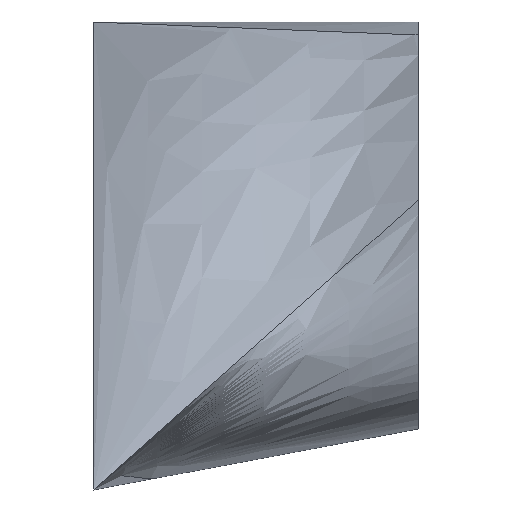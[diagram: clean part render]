
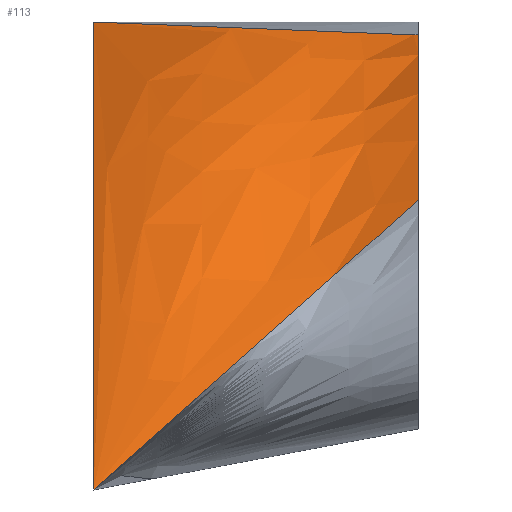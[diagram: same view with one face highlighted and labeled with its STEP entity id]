
A CAD part, front view. The second image highlights one B-rep face of the part: STEP entity #113.
In plain terms, the highlighted free-form (B-spline) face has degree [3, 3] with [10, 4] control points.
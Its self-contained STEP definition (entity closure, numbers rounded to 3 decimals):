
#16=B_SPLINE_SURFACE_WITH_KNOTS('',3,3,((#1962,#1963,#1964,#1965),(#1966,
#1967,#1968,#1969),(#1970,#1971,#1972,#1973),(#1974,#1975,#1976,#1977),
(#1978,#1979,#1980,#1981),(#1982,#1983,#1984,#1985),(#1986,#1987,#1988,
#1989),(#1990,#1991,#1992,#1993),(#1994,#1995,#1996,#1997),(#1998,#1999,
#2000,#2001)),.UNSPECIFIED.,.F.,.F.,.F.,(4,1,1,1,1,1,1,4),(4,4),(0.,0.143,
0.286,0.429,0.571,0.714,
0.857,1.),(0.,1.),.UNSPECIFIED.);
#21=FACE_OUTER_BOUND('',#27,.T.);
#27=EDGE_LOOP('',(#92,#93,#94,#95,#96,#97));
#32=LINE('',#235,#43);
#36=LINE('',#1960,#47);
#37=LINE('',#1961,#48);
#38=LINE('',#2003,#49);
#39=LINE('',#2004,#50);
#43=VECTOR('',#141,10.);
#47=VECTOR('',#145,71.369);
#48=VECTOR('',#146,71.369);
#49=VECTOR('',#147,110.928);
#50=VECTOR('',#148,110.928);
#54=(
BOUNDED_CURVE()
B_SPLINE_CURVE(5,(#213,#214,#215,#216,#217,#218,#219,#220,#221,#222,#223,
#224,#225,#226,#227,#228,#229),.UNSPECIFIED.,.F.,.F.)
B_SPLINE_CURVE_WITH_KNOTS((6,1,1,1,1,1,1,1,1,1,1,1,6),(-0.263,
-0.244,-0.222,-0.2,-0.178,-0.156,
-0.133,-0.111,-0.089,-0.067,
-0.044,-0.022,0.),.UNSPECIFIED.)
CURVE()
GEOMETRIC_REPRESENTATION_ITEM()
RATIONAL_B_SPLINE_CURVE((1.,1.,1.,1.,1.,1.,1.,1.,1.,1.,1.,1.,1.,1.,1.,1.,
1.))
REPRESENTATION_ITEM('')
);
#56=VERTEX_POINT('',#155);
#58=VERTEX_POINT('',#187);
#60=VERTEX_POINT('',#232);
#61=VERTEX_POINT('',#234);
#63=VERTEX_POINT('',#1959);
#64=VERTEX_POINT('',#2002);
#68=EDGE_CURVE('',#56,#58,#54,.T.);
#70=EDGE_CURVE('',#60,#61,#32,.T.);
#74=EDGE_CURVE('',#63,#56,#36,.T.);
#75=EDGE_CURVE('',#60,#63,#37,.T.);
#76=EDGE_CURVE('',#64,#58,#38,.T.);
#77=EDGE_CURVE('',#61,#64,#39,.T.);
#92=ORIENTED_EDGE('',*,*,#70,.F.);
#93=ORIENTED_EDGE('',*,*,#75,.T.);
#94=ORIENTED_EDGE('',*,*,#74,.T.);
#95=ORIENTED_EDGE('',*,*,#68,.T.);
#96=ORIENTED_EDGE('',*,*,#76,.F.);
#97=ORIENTED_EDGE('',*,*,#77,.F.);
#113=ADVANCED_FACE('',(#21),#16,.F.);
#141=DIRECTION('',(0.,0.,1.));
#145=DIRECTION('',(0.701,0.344,0.625));
#146=DIRECTION('',(0.701,0.344,0.625));
#147=DIRECTION('',(0.451,0.892,-0.018));
#148=DIRECTION('',(0.451,0.892,-0.018));
#155=CARTESIAN_POINT('',(150.,-201.477,4.633));
#187=CARTESIAN_POINT('',(150.,-127.,30.));
#213=CARTESIAN_POINT('Ctrl Pts',(150.,-201.477,4.633));
#214=CARTESIAN_POINT('Ctrl Pts',(150.,-200.655,5.271));
#215=CARTESIAN_POINT('Ctrl Pts',(150.,-198.784,6.671));
#216=CARTESIAN_POINT('Ctrl Pts',(150.,-195.714,8.812));
#217=CARTESIAN_POINT('Ctrl Pts',(150.,-191.236,11.637));
#218=CARTESIAN_POINT('Ctrl Pts',(150.,-185.152,14.981));
#219=CARTESIAN_POINT('Ctrl Pts',(150.,-178.509,18.094));
#220=CARTESIAN_POINT('Ctrl Pts',(150.,-171.645,20.764));
#221=CARTESIAN_POINT('Ctrl Pts',(150.,-164.662,22.983));
#222=CARTESIAN_POINT('Ctrl Pts',(150.,-157.649,24.806));
#223=CARTESIAN_POINT('Ctrl Pts',(150.,-150.706,26.318));
#224=CARTESIAN_POINT('Ctrl Pts',(150.,-143.96,27.596));
#225=CARTESIAN_POINT('Ctrl Pts',(150.,-137.589,28.668));
#226=CARTESIAN_POINT('Ctrl Pts',(150.,-132.963,29.34));
#227=CARTESIAN_POINT('Ctrl Pts',(150.,-129.838,29.72));
#228=CARTESIAN_POINT('Ctrl Pts',(150.,-127.919,29.916));
#229=CARTESIAN_POINT('Ctrl Pts',(150.,-127.,30.));
#232=CARTESIAN_POINT('',(100.,-226.,-40.));
#234=CARTESIAN_POINT('',(100.,-226.,32.));
#235=CARTESIAN_POINT('',(100.,-226.,-40.));
#1959=CARTESIAN_POINT('',(136.935,-207.885,-7.03));
#1960=CARTESIAN_POINT('',(100.,-226.,-40.));
#1961=CARTESIAN_POINT('',(100.,-226.,-40.));
#1962=CARTESIAN_POINT('Ctrl Pts',(100.,-226.,-40.));
#1963=CARTESIAN_POINT('Ctrl Pts',(116.667,-217.826,-25.122));
#1964=CARTESIAN_POINT('Ctrl Pts',(133.333,-209.651,-10.245));
#1965=CARTESIAN_POINT('Ctrl Pts',(150.,-201.477,4.633));
#1966=CARTESIAN_POINT('Ctrl Pts',(100.,-226.,-36.571));
#1967=CARTESIAN_POINT('Ctrl Pts',(116.667,-216.892,-22.114));
#1968=CARTESIAN_POINT('Ctrl Pts',(133.333,-207.784,-7.654));
#1969=CARTESIAN_POINT('Ctrl Pts',(150.,-198.676,6.804));
#1970=CARTESIAN_POINT('Ctrl Pts',(100.,-226.,-29.714));
#1971=CARTESIAN_POINT('Ctrl Pts',(116.667,-214.799,-16.12));
#1972=CARTESIAN_POINT('Ctrl Pts',(133.333,-203.598,-2.527));
#1973=CARTESIAN_POINT('Ctrl Pts',(150.,-192.396,11.068));
#1974=CARTESIAN_POINT('Ctrl Pts',(100.,-226.,-19.429));
#1975=CARTESIAN_POINT('Ctrl Pts',(116.667,-211.193,-7.337));
#1976=CARTESIAN_POINT('Ctrl Pts',(133.333,-196.385,4.756));
#1977=CARTESIAN_POINT('Ctrl Pts',(150.,-181.578,16.848));
#1978=CARTESIAN_POINT('Ctrl Pts',(100.,-226.,-9.143));
#1979=CARTESIAN_POINT('Ctrl Pts',(116.667,-207.328,1.053));
#1980=CARTESIAN_POINT('Ctrl Pts',(133.333,-188.658,11.248));
#1981=CARTESIAN_POINT('Ctrl Pts',(150.,-169.986,21.444));
#1982=CARTESIAN_POINT('Ctrl Pts',(100.,-226.,1.143));
#1983=CARTESIAN_POINT('Ctrl Pts',(116.667,-203.373,9.016));
#1984=CARTESIAN_POINT('Ctrl Pts',(133.333,-180.746,16.889));
#1985=CARTESIAN_POINT('Ctrl Pts',(150.,-158.119,24.762));
#1986=CARTESIAN_POINT('Ctrl Pts',(100.,-226.,11.429));
#1987=CARTESIAN_POINT('Ctrl Pts',(116.667,-199.473,16.679));
#1988=CARTESIAN_POINT('Ctrl Pts',(133.333,-172.947,21.93));
#1989=CARTESIAN_POINT('Ctrl Pts',(150.,-146.42,27.181));
#1990=CARTESIAN_POINT('Ctrl Pts',(100.,-226.,21.714));
#1991=CARTESIAN_POINT('Ctrl Pts',(116.667,-195.858,24.146));
#1992=CARTESIAN_POINT('Ctrl Pts',(133.333,-165.715,26.578));
#1993=CARTESIAN_POINT('Ctrl Pts',(150.,-135.573,29.009));
#1994=CARTESIAN_POINT('Ctrl Pts',(100.,-226.,28.571));
#1995=CARTESIAN_POINT('Ctrl Pts',(116.667,-193.861,28.97));
#1996=CARTESIAN_POINT('Ctrl Pts',(133.333,-161.726,29.366));
#1997=CARTESIAN_POINT('Ctrl Pts',(150.,-129.587,29.765));
#1998=CARTESIAN_POINT('Ctrl Pts',(100.,-226.,32.));
#1999=CARTESIAN_POINT('Ctrl Pts',(116.667,-193.,31.333));
#2000=CARTESIAN_POINT('Ctrl Pts',(133.333,-160.,30.667));
#2001=CARTESIAN_POINT('Ctrl Pts',(150.,-127.,30.));
#2002=CARTESIAN_POINT('',(149.251,-128.483,30.03));
#2003=CARTESIAN_POINT('',(100.,-226.,32.));
#2004=CARTESIAN_POINT('',(100.,-226.,32.));
